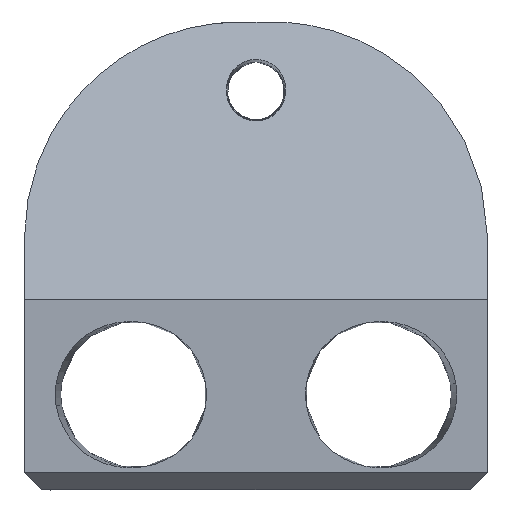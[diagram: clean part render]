
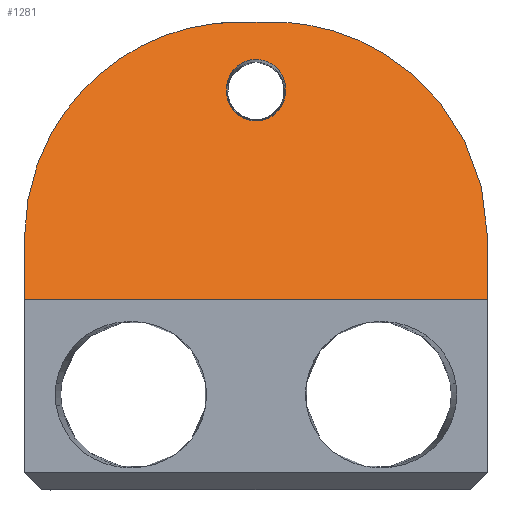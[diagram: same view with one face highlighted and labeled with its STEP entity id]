
A CAD part, left-side view. The second image highlights one B-rep face of the part: STEP entity #1281.
In plain terms, the highlighted planar face has unit normal (-0.707, 0, 0.707).
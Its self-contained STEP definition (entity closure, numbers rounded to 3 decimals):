
#29=FACE_BOUND('',#366,.T.);
#37=PLANE('',#1393);
#118=LINE('',#2383,#210);
#133=LINE('',#2478,#225);
#136=LINE('',#2484,#228);
#137=LINE('',#2489,#229);
#210=VECTOR('',#1567,1.);
#225=VECTOR('',#1640,1.);
#228=VECTOR('',#1645,1.);
#229=VECTOR('',#1652,1.);
#292=FACE_OUTER_BOUND('',#365,.T.);
#365=EDGE_LOOP('',(#1104,#1105,#1106,#1107,#1108,#1109));
#366=EDGE_LOOP('',(#1110,#1111));
#426=ELLIPSE('',#1319,1.202,0.85);
#485=ELLIPSE('',#1394,8.698,6.15);
#486=ELLIPSE('',#1395,8.698,6.15);
#487=ELLIPSE('',#1396,1.194,0.85);
#488=VERTEX_POINT('',#1738);
#489=VERTEX_POINT('',#1739);
#585=VERTEX_POINT('',#2379);
#587=VERTEX_POINT('',#2382);
#613=VERTEX_POINT('',#2476);
#614=VERTEX_POINT('',#2480);
#615=VERTEX_POINT('',#2482);
#616=VERTEX_POINT('',#2487);
#617=EDGE_CURVE('',#488,#489,#426,.T.);
#750=EDGE_CURVE('',#585,#587,#118,.T.);
#787=EDGE_CURVE('',#613,#585,#133,.T.);
#790=EDGE_CURVE('',#615,#614,#136,.T.);
#791=EDGE_CURVE('',#613,#614,#485,.T.);
#792=EDGE_CURVE('',#615,#616,#486,.T.);
#793=EDGE_CURVE('',#587,#616,#137,.T.);
#794=EDGE_CURVE('',#489,#488,#487,.T.);
#1104=ORIENTED_EDGE('',*,*,#787,.F.);
#1105=ORIENTED_EDGE('',*,*,#791,.T.);
#1106=ORIENTED_EDGE('',*,*,#790,.F.);
#1107=ORIENTED_EDGE('',*,*,#792,.T.);
#1108=ORIENTED_EDGE('',*,*,#793,.F.);
#1109=ORIENTED_EDGE('',*,*,#750,.F.);
#1110=ORIENTED_EDGE('',*,*,#617,.T.);
#1111=ORIENTED_EDGE('',*,*,#794,.T.);
#1281=ADVANCED_FACE('',(#292,#29),#37,.T.);
#1319=AXIS2_PLACEMENT_3D('',#1740,#1424,#1425);
#1393=AXIS2_PLACEMENT_3D('',#2485,#1646,#1647);
#1394=AXIS2_PLACEMENT_3D('',#2486,#1648,#1649);
#1395=AXIS2_PLACEMENT_3D('',#2488,#1650,#1651);
#1396=AXIS2_PLACEMENT_3D('',#2490,#1653,#1654);
#1424=DIRECTION('center_axis',(0.707,0.,
-0.707));
#1425=DIRECTION('ref_axis',(-0.707,0.,-0.707));
#1567=DIRECTION('',(0.,1.,0.));
#1640=DIRECTION('',(-0.707,-0.006,-0.707));
#1645=DIRECTION('',(0.,-1.,0.));
#1646=DIRECTION('center_axis',(-0.707,0.,
0.707));
#1647=DIRECTION('ref_axis',(0.707,0.,0.707));
#1648=DIRECTION('center_axis',(-0.707,0.,
0.707));
#1649=DIRECTION('ref_axis',(-0.707,-0.013,-0.707));
#1650=DIRECTION('center_axis',(-0.707,0.,
0.707));
#1651=DIRECTION('ref_axis',(0.707,-0.013,0.707));
#1652=DIRECTION('',(0.707,-0.006,0.707));
#1653=DIRECTION('center_axis',(0.707,0.,
-0.707));
#1654=DIRECTION('ref_axis',(-0.707,0.,-0.707));
#1738=CARTESIAN_POINT('',(-6.362,-0.849,5.122));
#1739=CARTESIAN_POINT('',(-6.362,0.849,5.122));
#1740=CARTESIAN_POINT('Origin',(-6.402,0.,
5.083));
#2379=CARTESIAN_POINT('',(-12.399,-6.69,-0.915));
#2382=CARTESIAN_POINT('',(-12.399,6.69,-0.915));
#2383=CARTESIAN_POINT('',(-12.399,0.,-0.915));
#2476=CARTESIAN_POINT('',(-10.549,-6.673,0.935));
#2478=CARTESIAN_POINT('',(-6.354,-6.636,5.131));
#2480=CARTESIAN_POINT('',(-4.399,-0.468,7.085));
#2482=CARTESIAN_POINT('',(-4.399,0.468,7.085));
#2484=CARTESIAN_POINT('',(-4.399,0.,7.085));
#2485=CARTESIAN_POINT('Origin',(-6.313,0.,
5.171));
#2486=CARTESIAN_POINT('Origin',(-10.549,-0.523,0.935));
#2487=CARTESIAN_POINT('',(-10.549,6.673,0.935));
#2488=CARTESIAN_POINT('Origin',(-10.549,0.523,0.935));
#2489=CARTESIAN_POINT('',(-6.354,6.636,5.131));
#2490=CARTESIAN_POINT('Origin',(-6.322,0.,5.162));
